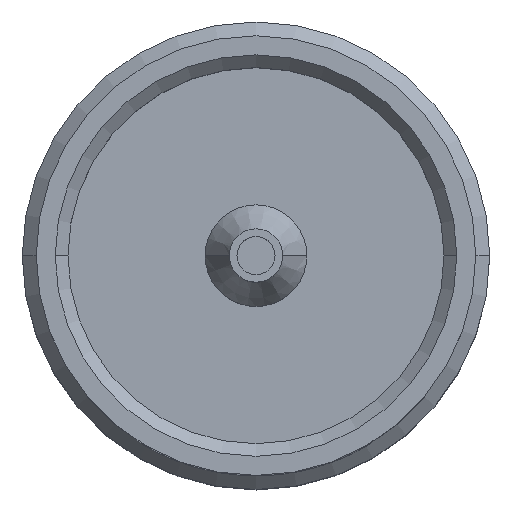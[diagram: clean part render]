
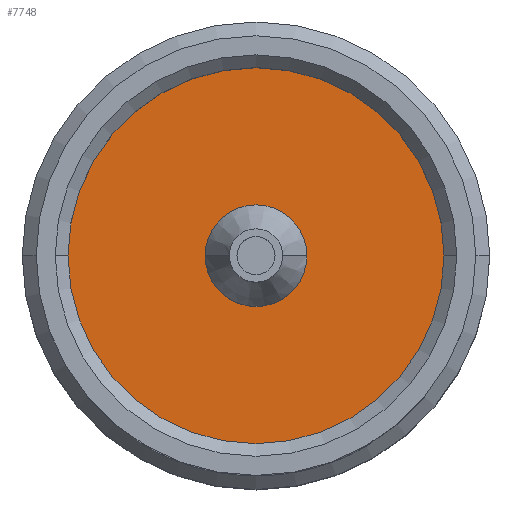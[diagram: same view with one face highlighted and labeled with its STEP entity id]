
A CAD part, top view. The second image highlights one B-rep face of the part: STEP entity #7748.
In plain terms, the highlighted planar face has unit normal (0, 0, 1).
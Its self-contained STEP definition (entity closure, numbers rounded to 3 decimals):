
#56 = CIRCLE ( 'NONE', #10327, 2. ) ;
#90 = ORIENTED_EDGE ( 'NONE', *, *, #10323, .T. ) ;
#339 = CARTESIAN_POINT ( 'NONE',  ( -7.4, 0., 2.599 ) ) ;
#656 = ORIENTED_EDGE ( 'NONE', *, *, #1699, .F. ) ;
#1201 = CARTESIAN_POINT ( 'NONE',  ( 0., 0., 2.599 ) ) ;
#1699 = EDGE_CURVE ( 'NONE', #4496, #5483, #56, .T. ) ;
#2260 = ORIENTED_EDGE ( 'NONE', *, *, #6889, .F. ) ;
#2334 = DIRECTION ( 'NONE',  ( 0., 0., 1. ) ) ;
#2368 = CARTESIAN_POINT ( 'NONE',  ( 0., 0., 2.599 ) ) ;
#2939 = DIRECTION ( 'NONE',  ( -1., 0., 0. ) ) ;
#3223 = CIRCLE ( 'NONE', #11505, 7.4 ) ;
#3559 = EDGE_LOOP ( 'NONE', ( #2260, #656 ) ) ;
#3789 = CARTESIAN_POINT ( 'NONE',  ( 0., 0., 2.599 ) ) ;
#3972 = VERTEX_POINT ( 'NONE', #11865 ) ;
#4436 = DIRECTION ( 'NONE',  ( 0., 0., -1. ) ) ;
#4496 = VERTEX_POINT ( 'NONE', #12009 ) ;
#5106 = CIRCLE ( 'NONE', #6116, 7.4 ) ;
#5187 = CIRCLE ( 'NONE', #8483, 2. ) ;
#5483 = VERTEX_POINT ( 'NONE', #6845 ) ;
#5746 = DIRECTION ( 'NONE',  ( 0., 0., 1. ) ) ;
#6028 = DIRECTION ( 'NONE',  ( -1., 0., 0. ) ) ;
#6116 = AXIS2_PLACEMENT_3D ( 'NONE', #3789, #5746, #8512 ) ;
#6247 = EDGE_LOOP ( 'NONE', ( #7227, #90 ) ) ;
#6845 = CARTESIAN_POINT ( 'NONE',  ( 2., 0., 2.599 ) ) ;
#6889 = EDGE_CURVE ( 'NONE', #5483, #4496, #5187, .T. ) ;
#7099 = VERTEX_POINT ( 'NONE', #339 ) ;
#7227 = ORIENTED_EDGE ( 'NONE', *, *, #8855, .T. ) ;
#7748 = ADVANCED_FACE ( 'NONE', ( #8047, #8346 ), #9057, .F. ) ;
#8047 = FACE_BOUND ( 'NONE', #3559, .T. ) ;
#8346 = FACE_OUTER_BOUND ( 'NONE', #6247, .T. ) ;
#8483 = AXIS2_PLACEMENT_3D ( 'NONE', #1201, #10496, #2939 ) ;
#8512 = DIRECTION ( 'NONE',  ( -1., 0., 0. ) ) ;
#8855 = EDGE_CURVE ( 'NONE', #3972, #7099, #5106, .T. ) ;
#9057 = PLANE ( 'NONE',  #11158 ) ;
#10016 = CARTESIAN_POINT ( 'NONE',  ( 0., 0., 2.599 ) ) ;
#10323 = EDGE_CURVE ( 'NONE', #7099, #3972, #3223, .T. ) ;
#10327 = AXIS2_PLACEMENT_3D ( 'NONE', #10841, #11863, #10889 ) ;
#10496 = DIRECTION ( 'NONE',  ( 0., 0., 1. ) ) ;
#10841 = CARTESIAN_POINT ( 'NONE',  ( 0., 0., 2.599 ) ) ;
#10889 = DIRECTION ( 'NONE',  ( -1., 0., 0. ) ) ;
#10939 = DIRECTION ( 'NONE',  ( -1., 0., 0. ) ) ;
#11158 = AXIS2_PLACEMENT_3D ( 'NONE', #10016, #4436, #10939 ) ;
#11505 = AXIS2_PLACEMENT_3D ( 'NONE', #2368, #2334, #6028 ) ;
#11863 = DIRECTION ( 'NONE',  ( 0., 0., 1. ) ) ;
#11865 = CARTESIAN_POINT ( 'NONE',  ( 7.4, 0., 2.599 ) ) ;
#12009 = CARTESIAN_POINT ( 'NONE',  ( -2., 0., 2.599 ) ) ;
